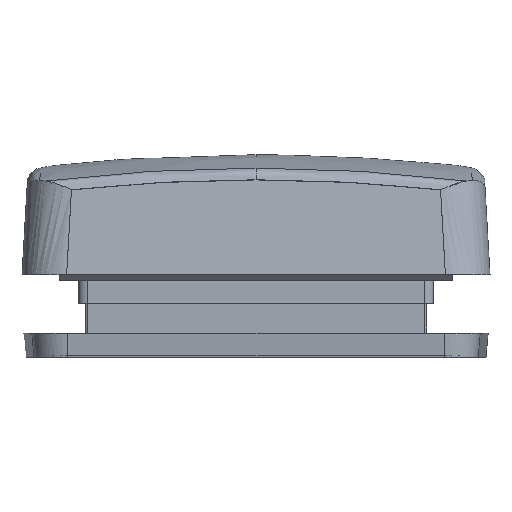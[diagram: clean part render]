
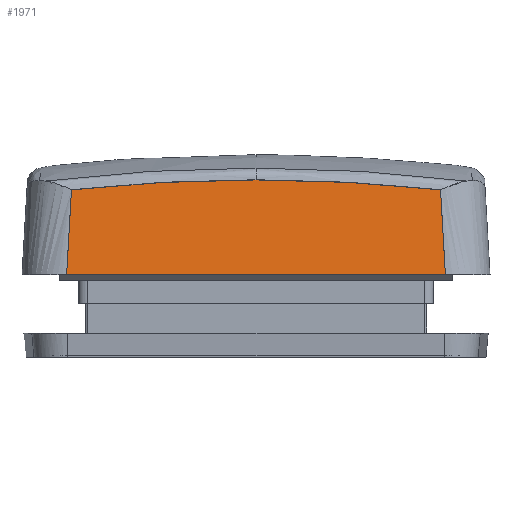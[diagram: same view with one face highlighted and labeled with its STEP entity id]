
A CAD part, left-side view. The second image highlights one B-rep face of the part: STEP entity #1971.
In plain terms, the highlighted free-form (B-spline) face has degree [1, 1] with [2, 2] control points.
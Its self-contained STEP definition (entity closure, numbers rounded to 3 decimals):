
#1219 = VERTEX_POINT('',#1220);
#1220 = CARTESIAN_POINT('',(-244.275,210.186,
    5.97));
#1226 = EDGE_CURVE('',#1219,#1227,#1229,.T.);
#1227 = VERTEX_POINT('',#1228);
#1228 = CARTESIAN_POINT('',(-233.578,204.783,
    100.487));
#1229 = B_SPLINE_CURVE_WITH_KNOTS('',1,(#1230,#1231),.UNSPECIFIED.,.F.,
  .F.,(2,2),(-118.474,-22.722),.PIECEWISE_BEZIER_KNOTS.);
#1230 = CARTESIAN_POINT('',(-244.275,210.186,
    5.97));
#1231 = CARTESIAN_POINT('',(-233.578,204.783,
    100.487));
#1558 = VERTEX_POINT('',#1559);
#1559 = CARTESIAN_POINT('',(-232.335,0.,
    111.476));
#1572 = EDGE_CURVE('',#1227,#1558,#1573,.T.);
#1573 = B_SPLINE_CURVE_WITH_KNOTS('',3,(#1574,#1575,#1576,#1577,#1578),
  .UNSPECIFIED.,.F.,.F.,(4,1,4),(-20.621,-13.382,
    0.),.UNSPECIFIED.);
#1574 = CARTESIAN_POINT('',(-233.579,204.783,100.485
    ));
#1575 = CARTESIAN_POINT('',(-233.286,180.916,
    103.068));
#1576 = CARTESIAN_POINT('',(-232.598,112.783,
    109.147));
#1577 = CARTESIAN_POINT('',(-232.335,44.386,
    111.479));
#1578 = CARTESIAN_POINT('',(-232.335,0.,
    111.476));
#1616 = VERTEX_POINT('',#1617);
#1617 = CARTESIAN_POINT('',(-244.275,-210.186,
    5.97));
#1669 = VERTEX_POINT('',#1670);
#1670 = CARTESIAN_POINT('',(-233.578,-204.783,
    100.487));
#1681 = EDGE_CURVE('',#1669,#1616,#1682,.T.);
#1682 = B_SPLINE_CURVE_WITH_KNOTS('',1,(#1683,#1684),.UNSPECIFIED.,.F.,
  .F.,(2,2),(22.722,118.474),.PIECEWISE_BEZIER_KNOTS.);
#1683 = CARTESIAN_POINT('',(-233.578,-204.783,
    100.487));
#1684 = CARTESIAN_POINT('',(-244.275,-210.186,
    5.97));
#1696 = EDGE_CURVE('',#1558,#1669,#1697,.T.);
#1697 = B_SPLINE_CURVE_WITH_KNOTS('',3,(#1698,#1699,#1700,#1701,#1702),
  .UNSPECIFIED.,.F.,.F.,(4,1,4),(-24.111,-10.728,
    -3.49),.UNSPECIFIED.);
#1698 = CARTESIAN_POINT('',(-232.335,0.,
    111.476));
#1699 = CARTESIAN_POINT('',(-232.335,-44.386,
    111.479));
#1700 = CARTESIAN_POINT('',(-232.598,-112.783,
    109.147));
#1701 = CARTESIAN_POINT('',(-233.286,-180.916,
    103.068));
#1702 = CARTESIAN_POINT('',(-233.579,-204.783,100.485
    ));
#1971 = ADVANCED_FACE('',(#1972),#1983,.T.);
#1972 = FACE_BOUND('',#1973,.T.);
#1973 = EDGE_LOOP('',(#1974,#1975,#1980,#1981,#1982));
#1974 = ORIENTED_EDGE('',*,*,#1226,.F.);
#1975 = ORIENTED_EDGE('',*,*,#1976,.F.);
#1976 = EDGE_CURVE('',#1616,#1219,#1977,.T.);
#1977 = B_SPLINE_CURVE_WITH_KNOTS('',1,(#1978,#1979),.UNSPECIFIED.,.F.,
  .F.,(2,2),(-211.24,211.24),.PIECEWISE_BEZIER_KNOTS.);
#1978 = CARTESIAN_POINT('',(-244.275,-210.186,
    5.97));
#1979 = CARTESIAN_POINT('',(-244.275,210.186,
    5.97));
#1980 = ORIENTED_EDGE('',*,*,#1681,.F.);
#1981 = ORIENTED_EDGE('',*,*,#1696,.F.);
#1982 = ORIENTED_EDGE('',*,*,#1572,.F.);
#1983 = B_SPLINE_SURFACE_WITH_KNOTS('',1,1,(
    (#1984,#1985)
    ,(#1986,#1987
    )),.UNSPECIFIED.,.F.,.F.,.F.,(2,2),(2,2),(28.141,
    134.855),(-211.24,211.24),
  .PIECEWISE_BEZIER_KNOTS.);
#1984 = CARTESIAN_POINT('',(-232.335,210.186,
    111.479));
#1985 = CARTESIAN_POINT('',(-232.335,-210.186,
    111.479));
#1986 = CARTESIAN_POINT('',(-244.275,210.186,
    5.97));
#1987 = CARTESIAN_POINT('',(-244.275,-210.186,
    5.97));
